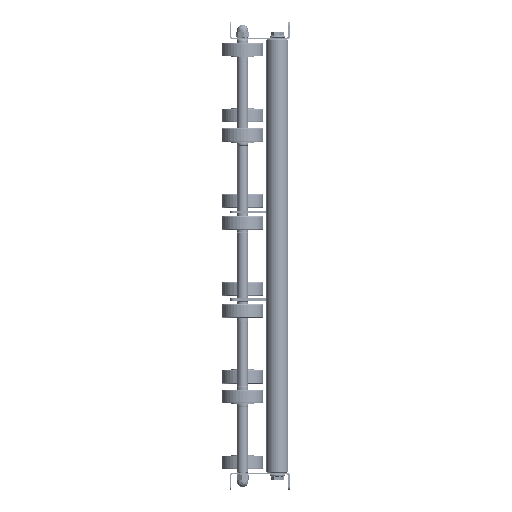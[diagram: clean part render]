
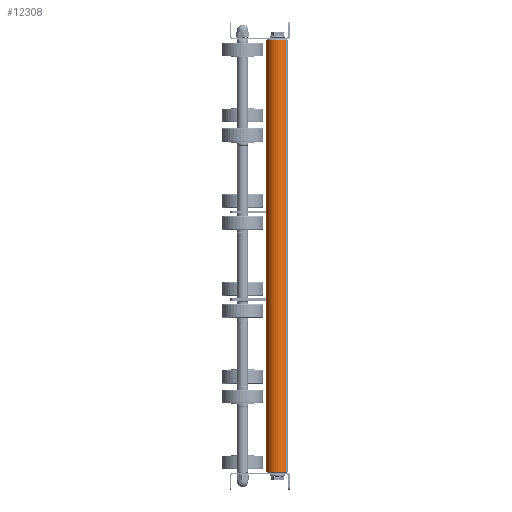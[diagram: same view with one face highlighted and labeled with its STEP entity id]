
A CAD part, left-side view. The second image highlights one B-rep face of the part: STEP entity #12308.
In plain terms, the highlighted cylindrical face has radius 12.5 mm (diameter 25 mm), a partial arc.
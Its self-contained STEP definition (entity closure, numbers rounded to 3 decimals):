
#510 = ORIENTED_EDGE ( 'NONE', *, *, #9497, .F. ) ;
#1038 = AXIS2_PLACEMENT_3D ( 'NONE', #15197, #11392, #4969 ) ;
#1292 = CARTESIAN_POINT ( 'NONE',  ( 499., 0., 12.5 ) ) ;
#2192 = CARTESIAN_POINT ( 'NONE',  ( 1., 0., 12.5 ) ) ;
#2681 = AXIS2_PLACEMENT_3D ( 'NONE', #3693, #8496, #6975 ) ;
#3336 = CIRCLE ( 'NONE', #2681, 12.5 ) ;
#3693 = CARTESIAN_POINT ( 'NONE',  ( 499., 0., 0. ) ) ;
#3719 = CARTESIAN_POINT ( 'NONE',  ( 1., 0., -12.5 ) ) ;
#3897 = LINE ( 'NONE', #6955, #17589 ) ;
#4162 = EDGE_CURVE ( 'NONE', #11875, #20301, #19535, .T. ) ;
#4365 = AXIS2_PLACEMENT_3D ( 'NONE', #19892, #10189, #16841 ) ;
#4969 = DIRECTION ( 'NONE',  ( 0., 0., 1. ) ) ;
#5036 = ORIENTED_EDGE ( 'NONE', *, *, #4162, .T. ) ;
#5359 = CARTESIAN_POINT ( 'NONE',  ( 499., 0., -12.5 ) ) ;
#5864 = VERTEX_POINT ( 'NONE', #5359 ) ;
#6955 = CARTESIAN_POINT ( 'NONE',  ( 500., 0., -12.5 ) ) ;
#6975 = DIRECTION ( 'NONE',  ( 0., 0., -1. ) ) ;
#8496 = DIRECTION ( 'NONE',  ( -1., 0., 0. ) ) ;
#9497 = EDGE_CURVE ( 'NONE', #5864, #12899, #3897, .T. ) ;
#9519 = DIRECTION ( 'NONE',  ( -1., 0., 0. ) ) ;
#10189 = DIRECTION ( 'NONE',  ( 1., 0., 0. ) ) ;
#11392 = DIRECTION ( 'NONE',  ( -1., 0., 0. ) ) ;
#11875 = VERTEX_POINT ( 'NONE', #1292 ) ;
#12308 = ADVANCED_FACE ( 'NONE', ( #19670 ), #19774, .T. ) ;
#12709 = CIRCLE ( 'NONE', #4365, 12.5 ) ;
#12899 = VERTEX_POINT ( 'NONE', #3719 ) ;
#13392 = VECTOR ( 'NONE', #9519, 1000. ) ;
#13401 = ORIENTED_EDGE ( 'NONE', *, *, #20810, .T. ) ;
#15197 = CARTESIAN_POINT ( 'NONE',  ( 500., 0., 0. ) ) ;
#15509 = EDGE_LOOP ( 'NONE', ( #510, #13401, #5036, #20580 ) ) ;
#16374 = CARTESIAN_POINT ( 'NONE',  ( 500., 0., 12.5 ) ) ;
#16841 = DIRECTION ( 'NONE',  ( 0., 0., -1. ) ) ;
#17589 = VECTOR ( 'NONE', #18711, 1000. ) ;
#18711 = DIRECTION ( 'NONE',  ( -1., 0., 0. ) ) ;
#19171 = EDGE_CURVE ( 'NONE', #20301, #12899, #12709, .T. ) ;
#19535 = LINE ( 'NONE', #16374, #13392 ) ;
#19670 = FACE_OUTER_BOUND ( 'NONE', #15509, .T. ) ;
#19774 = CYLINDRICAL_SURFACE ( 'NONE', #1038, 12.5 ) ;
#19892 = CARTESIAN_POINT ( 'NONE',  ( 1., 0., 0. ) ) ;
#20301 = VERTEX_POINT ( 'NONE', #2192 ) ;
#20580 = ORIENTED_EDGE ( 'NONE', *, *, #19171, .T. ) ;
#20810 = EDGE_CURVE ( 'NONE', #5864, #11875, #3336, .T. ) ;
